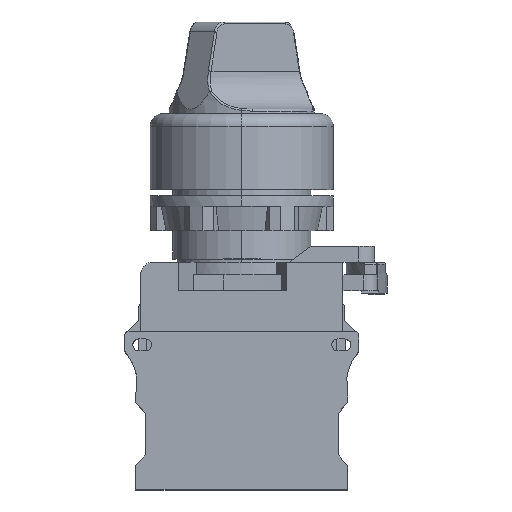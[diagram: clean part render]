
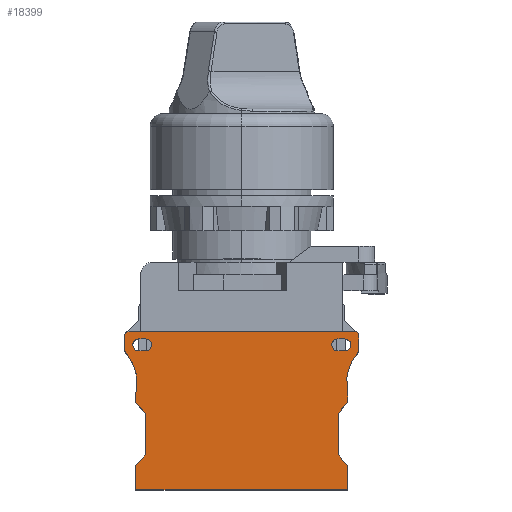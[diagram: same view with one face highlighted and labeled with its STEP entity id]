
A CAD part, top view. The second image highlights one B-rep face of the part: STEP entity #18399.
In plain terms, the highlighted face is planar.
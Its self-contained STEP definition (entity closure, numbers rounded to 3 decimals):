
#15024=CARTESIAN_POINT('',(16.3,22.9,-5.));
#15025=DIRECTION('',(0.,0.,-1.));
#15026=DIRECTION('',(0.,1.,0.));
#15027=AXIS2_PLACEMENT_3D('',#15024,#15025,#15026);
#15029=DIRECTION('',(-1.,0.,0.));
#15030=VECTOR('',#15029,1.1);
#15031=CARTESIAN_POINT('',(16.3,21.95,-5.));
#15032=LINE('',#15031,#15030);
#15033=CARTESIAN_POINT('',(15.2,22.9,-5.));
#15034=DIRECTION('',(0.,0.,-1.));
#15035=DIRECTION('',(0.,-1.,0.));
#15036=AXIS2_PLACEMENT_3D('',#15033,#15034,#15035);
#15038=DIRECTION('',(1.,0.,0.));
#15039=VECTOR('',#15038,1.1);
#15040=CARTESIAN_POINT('',(15.2,23.85,-5.));
#15041=LINE('',#15040,#15039);
#15042=CARTESIAN_POINT('',(-18.,24.5,-5.));
#15043=DIRECTION('',(0.,0.,-1.));
#15044=DIRECTION('',(-1.,0.,0.));
#15045=AXIS2_PLACEMENT_3D('',#15042,#15043,#15044);
#15047=DIRECTION('',(0.,1.,0.));
#15048=VECTOR('',#15047,2.51);
#15049=CARTESIAN_POINT('',(-18.5,21.99,-5.));
#15050=LINE('',#15049,#15048);
#15051=CARTESIAN_POINT('',(-18.,21.99,-5.));
#15052=DIRECTION('',(0.,0.,-1.));
#15053=DIRECTION('',(-0.755,-0.655,0.));
#15054=AXIS2_PLACEMENT_3D('',#15051,#15052,#15053);
#15056=CARTESIAN_POINT('',(-24.043,16.748,-5.));
#15057=DIRECTION('',(0.,0.,1.));
#15058=DIRECTION('',(0.99,0.139,0.));
#15059=AXIS2_PLACEMENT_3D('',#15056,#15057,#15058);
#15061=DIRECTION('',(0.048,0.999,0.));
#15062=VECTOR('',#15061,2.795);
#15063=CARTESIAN_POINT('',(-16.75,15.,-5.));
#15064=LINE('',#15063,#15062);
#15065=DIRECTION('',(0.,-1.,0.));
#15066=VECTOR('',#15065,1.2);
#15067=CARTESIAN_POINT('',(-16.75,15.,-5.));
#15068=LINE('',#15067,#15066);
#15069=DIRECTION('',(0.662,-0.75,0.));
#15070=VECTOR('',#15069,2.267);
#15071=CARTESIAN_POINT('',(-16.75,13.8,-5.));
#15072=LINE('',#15071,#15070);
#15073=DIRECTION('',(0.,-1.,0.));
#15074=VECTOR('',#15073,6.6);
#15075=CARTESIAN_POINT('',(-15.25,12.1,-5.));
#15076=LINE('',#15075,#15074);
#15077=DIRECTION('',(-0.662,-0.75,0.));
#15078=VECTOR('',#15077,2.267);
#15079=CARTESIAN_POINT('',(-15.25,5.5,-5.));
#15080=LINE('',#15079,#15078);
#15081=DIRECTION('',(0.,-1.,0.));
#15082=VECTOR('',#15081,3.8);
#15083=CARTESIAN_POINT('',(-16.75,3.8,-5.));
#15084=LINE('',#15083,#15082);
#15085=DIRECTION('',(1.,0.,0.));
#15086=VECTOR('',#15085,33.5);
#15087=CARTESIAN_POINT('',(-16.75,0.,-5.));
#15088=LINE('',#15087,#15086);
#15089=DIRECTION('',(0.,1.,0.));
#15090=VECTOR('',#15089,3.8);
#15091=CARTESIAN_POINT('',(16.75,0.,-5.));
#15092=LINE('',#15091,#15090);
#15093=DIRECTION('',(-0.662,0.75,0.));
#15094=VECTOR('',#15093,2.267);
#15095=CARTESIAN_POINT('',(16.75,3.8,-5.));
#15096=LINE('',#15095,#15094);
#15097=DIRECTION('',(0.,1.,0.));
#15098=VECTOR('',#15097,6.6);
#15099=CARTESIAN_POINT('',(15.25,5.5,-5.));
#15100=LINE('',#15099,#15098);
#15101=DIRECTION('',(0.662,0.75,0.));
#15102=VECTOR('',#15101,2.267);
#15103=CARTESIAN_POINT('',(15.25,12.1,-5.));
#15104=LINE('',#15103,#15102);
#15105=DIRECTION('',(0.,1.,0.));
#15106=VECTOR('',#15105,1.2);
#15107=CARTESIAN_POINT('',(16.75,13.8,-5.));
#15108=LINE('',#15107,#15106);
#15109=DIRECTION('',(-0.048,0.999,0.));
#15110=VECTOR('',#15109,2.795);
#15111=CARTESIAN_POINT('',(16.75,15.,-5.));
#15112=LINE('',#15111,#15110);
#15113=CARTESIAN_POINT('',(24.043,16.748,-5.));
#15114=DIRECTION('',(0.,0.,-1.));
#15115=DIRECTION('',(-0.99,0.139,0.));
#15116=AXIS2_PLACEMENT_3D('',#15113,#15114,#15115);
#15118=CARTESIAN_POINT('',(18.,21.99,-5.));
#15119=DIRECTION('',(0.,0.,1.));
#15120=DIRECTION('',(0.755,-0.655,0.));
#15121=AXIS2_PLACEMENT_3D('',#15118,#15119,#15120);
#15123=DIRECTION('',(0.,1.,0.));
#15124=VECTOR('',#15123,2.51);
#15125=CARTESIAN_POINT('',(18.5,21.99,-5.));
#15126=LINE('',#15125,#15124);
#15127=CARTESIAN_POINT('',(18.,24.5,-5.));
#15128=DIRECTION('',(0.,0.,1.));
#15129=DIRECTION('',(1.,0.,0.));
#15130=AXIS2_PLACEMENT_3D('',#15127,#15128,#15129);
#15132=CARTESIAN_POINT('',(-16.3,22.9,-5.));
#15133=DIRECTION('',(0.,0.,1.));
#15134=DIRECTION('',(0.,1.,0.));
#15135=AXIS2_PLACEMENT_3D('',#15132,#15133,#15134);
#15137=DIRECTION('',(-1.,0.,0.));
#15138=VECTOR('',#15137,1.1);
#15139=CARTESIAN_POINT('',(-15.2,23.85,-5.));
#15140=LINE('',#15139,#15138);
#15141=CARTESIAN_POINT('',(-15.2,22.9,-5.));
#15142=DIRECTION('',(0.,0.,1.));
#15143=DIRECTION('',(0.,-1.,0.));
#15144=AXIS2_PLACEMENT_3D('',#15141,#15142,#15143);
#15146=DIRECTION('',(1.,0.,0.));
#15147=VECTOR('',#15146,1.1);
#15148=CARTESIAN_POINT('',(-16.3,21.95,-5.));
#15149=LINE('',#15148,#15147);
#15387=DIRECTION('',(1.,0.,0.));
#15388=VECTOR('',#15387,36.);
#15389=CARTESIAN_POINT('',(-18.,25.,-5.));
#15390=LINE('',#15389,#15388);
#17583=CARTESIAN_POINT('',(-16.75,13.8,-5.));
#17584=CARTESIAN_POINT('',(-15.25,12.1,-5.));
#17585=VERTEX_POINT('',#17583);
#17586=VERTEX_POINT('',#17584);
#17587=CARTESIAN_POINT('',(-15.25,5.5,-5.));
#17588=VERTEX_POINT('',#17587);
#17589=CARTESIAN_POINT('',(-16.75,3.8,-5.));
#17590=VERTEX_POINT('',#17589);
#17591=CARTESIAN_POINT('',(-16.75,0.,-5.));
#17592=VERTEX_POINT('',#17591);
#17593=CARTESIAN_POINT('',(16.75,0.,-5.));
#17594=VERTEX_POINT('',#17593);
#17595=CARTESIAN_POINT('',(16.75,3.8,-5.));
#17596=VERTEX_POINT('',#17595);
#17597=CARTESIAN_POINT('',(15.25,5.5,-5.));
#17598=VERTEX_POINT('',#17597);
#17599=CARTESIAN_POINT('',(15.25,12.1,-5.));
#17600=VERTEX_POINT('',#17599);
#17601=CARTESIAN_POINT('',(16.75,13.8,-5.));
#17602=VERTEX_POINT('',#17601);
#17719=CARTESIAN_POINT('',(16.616,17.792,-5.));
#17720=CARTESIAN_POINT('',(18.378,21.662,-5.));
#17721=VERTEX_POINT('',#17719);
#17722=VERTEX_POINT('',#17720);
#17723=CARTESIAN_POINT('',(18.5,21.99,-5.));
#17724=VERTEX_POINT('',#17723);
#17725=CARTESIAN_POINT('',(18.5,24.5,-5.));
#17726=VERTEX_POINT('',#17725);
#17735=CARTESIAN_POINT('',(16.75,15.,-5.));
#17737=VERTEX_POINT('',#17735);
#17745=CARTESIAN_POINT('',(18.,25.,-5.));
#17746=VERTEX_POINT('',#17745);
#17747=CARTESIAN_POINT('',(16.3,23.85,-5.));
#17748=CARTESIAN_POINT('',(16.3,21.95,-5.));
#17749=VERTEX_POINT('',#17747);
#17750=VERTEX_POINT('',#17748);
#17751=CARTESIAN_POINT('',(15.2,21.95,-5.));
#17752=VERTEX_POINT('',#17751);
#17753=CARTESIAN_POINT('',(15.2,23.85,-5.));
#17754=VERTEX_POINT('',#17753);
#18031=CARTESIAN_POINT('',(-16.616,17.792,-5.));
#18032=CARTESIAN_POINT('',(-18.378,21.662,-5.));
#18033=VERTEX_POINT('',#18031);
#18034=VERTEX_POINT('',#18032);
#18035=CARTESIAN_POINT('',(-18.5,21.99,-5.));
#18036=VERTEX_POINT('',#18035);
#18037=CARTESIAN_POINT('',(-18.5,24.5,-5.));
#18038=VERTEX_POINT('',#18037);
#18051=CARTESIAN_POINT('',(-16.75,15.,-5.));
#18052=VERTEX_POINT('',#18051);
#18055=CARTESIAN_POINT('',(-18.,25.,-5.));
#18056=VERTEX_POINT('',#18055);
#18061=CARTESIAN_POINT('',(-16.3,23.85,-5.));
#18063=VERTEX_POINT('',#18061);
#18065=CARTESIAN_POINT('',(-16.3,21.95,-5.));
#18067=VERTEX_POINT('',#18065);
#18069=CARTESIAN_POINT('',(-15.2,21.95,-5.));
#18071=VERTEX_POINT('',#18069);
#18073=CARTESIAN_POINT('',(-15.2,23.85,-5.));
#18075=VERTEX_POINT('',#18073);
#18328=CARTESIAN_POINT('',(0.,0.,-5.));
#18329=DIRECTION('',(0.,0.,1.));
#18330=DIRECTION('',(1.,0.,0.));
#18331=AXIS2_PLACEMENT_3D('',#18328,#18329,#18330);
#18332=PLANE('',#18331);
#18334=ORIENTED_EDGE('',*,*,#18333,.F.);
#18336=ORIENTED_EDGE('',*,*,#18335,.F.);
#18338=ORIENTED_EDGE('',*,*,#18337,.F.);
#18340=ORIENTED_EDGE('',*,*,#18339,.F.);
#18342=ORIENTED_EDGE('',*,*,#18341,.F.);
#18344=ORIENTED_EDGE('',*,*,#18343,.F.);
#18346=ORIENTED_EDGE('',*,*,#18345,.T.);
#18348=ORIENTED_EDGE('',*,*,#18347,.T.);
#18350=ORIENTED_EDGE('',*,*,#18349,.T.);
#18352=ORIENTED_EDGE('',*,*,#18351,.T.);
#18354=ORIENTED_EDGE('',*,*,#18353,.T.);
#18356=ORIENTED_EDGE('',*,*,#18355,.T.);
#18358=ORIENTED_EDGE('',*,*,#18357,.T.);
#18360=ORIENTED_EDGE('',*,*,#18359,.T.);
#18362=ORIENTED_EDGE('',*,*,#18361,.T.);
#18364=ORIENTED_EDGE('',*,*,#18363,.T.);
#18366=ORIENTED_EDGE('',*,*,#18365,.T.);
#18368=ORIENTED_EDGE('',*,*,#18367,.T.);
#18370=ORIENTED_EDGE('',*,*,#18369,.T.);
#18372=ORIENTED_EDGE('',*,*,#18371,.T.);
#18374=ORIENTED_EDGE('',*,*,#18373,.T.);
#18376=ORIENTED_EDGE('',*,*,#18375,.T.);
#18377=EDGE_LOOP('',(#18334,#18336,#18338,#18340,#18342,#18344,#18346,#18348,
#18350,#18352,#18354,#18356,#18358,#18360,#18362,#18364,#18366,#18368,#18370,
#18372,#18374,#18376));
#18378=FACE_OUTER_BOUND('',#18377,.F.);
#18380=ORIENTED_EDGE('',*,*,#18379,.T.);
#18382=ORIENTED_EDGE('',*,*,#18381,.T.);
#18384=ORIENTED_EDGE('',*,*,#18383,.T.);
#18386=ORIENTED_EDGE('',*,*,#18385,.T.);
#18387=EDGE_LOOP('',(#18380,#18382,#18384,#18386));
#18388=FACE_BOUND('',#18387,.F.);
#18390=ORIENTED_EDGE('',*,*,#18389,.F.);
#18392=ORIENTED_EDGE('',*,*,#18391,.F.);
#18394=ORIENTED_EDGE('',*,*,#18393,.F.);
#18396=ORIENTED_EDGE('',*,*,#18395,.F.);
#18397=EDGE_LOOP('',(#18390,#18392,#18394,#18396));
#18398=FACE_BOUND('',#18397,.F.);
#15028=CIRCLE('',#15027,0.95);
#15037=CIRCLE('',#15036,0.95);
#15046=CIRCLE('',#15045,0.5);
#15055=CIRCLE('',#15054,0.5);
#15060=CIRCLE('',#15059,7.5);
#15117=CIRCLE('',#15116,7.5);
#15122=CIRCLE('',#15121,0.5);
#15131=CIRCLE('',#15130,0.5);
#15136=CIRCLE('',#15135,0.95);
#15145=CIRCLE('',#15144,0.95);
#18333=EDGE_CURVE('',#18056,#17746,#15390,.T.);
#18335=EDGE_CURVE('',#18038,#18056,#15046,.T.);
#18337=EDGE_CURVE('',#18036,#18038,#15050,.T.);
#18339=EDGE_CURVE('',#18034,#18036,#15055,.T.);
#18341=EDGE_CURVE('',#18033,#18034,#15060,.T.);
#18343=EDGE_CURVE('',#18052,#18033,#15064,.T.);
#18345=EDGE_CURVE('',#18052,#17585,#15068,.T.);
#18347=EDGE_CURVE('',#17585,#17586,#15072,.T.);
#18349=EDGE_CURVE('',#17586,#17588,#15076,.T.);
#18351=EDGE_CURVE('',#17588,#17590,#15080,.T.);
#18353=EDGE_CURVE('',#17590,#17592,#15084,.T.);
#18355=EDGE_CURVE('',#17592,#17594,#15088,.T.);
#18357=EDGE_CURVE('',#17594,#17596,#15092,.T.);
#18359=EDGE_CURVE('',#17596,#17598,#15096,.T.);
#18361=EDGE_CURVE('',#17598,#17600,#15100,.T.);
#18363=EDGE_CURVE('',#17600,#17602,#15104,.T.);
#18365=EDGE_CURVE('',#17602,#17737,#15108,.T.);
#18367=EDGE_CURVE('',#17737,#17721,#15112,.T.);
#18369=EDGE_CURVE('',#17721,#17722,#15117,.T.);
#18371=EDGE_CURVE('',#17722,#17724,#15122,.T.);
#18373=EDGE_CURVE('',#17724,#17726,#15126,.T.);
#18375=EDGE_CURVE('',#17726,#17746,#15131,.T.);
#18379=EDGE_CURVE('',#17749,#17750,#15028,.T.);
#18381=EDGE_CURVE('',#17750,#17752,#15032,.T.);
#18383=EDGE_CURVE('',#17752,#17754,#15037,.T.);
#18385=EDGE_CURVE('',#17754,#17749,#15041,.T.);
#18389=EDGE_CURVE('',#18063,#18067,#15136,.T.);
#18391=EDGE_CURVE('',#18075,#18063,#15140,.T.);
#18393=EDGE_CURVE('',#18071,#18075,#15145,.T.);
#18395=EDGE_CURVE('',#18067,#18071,#15149,.T.);
#18399=ADVANCED_FACE('',(#18378,#18388,#18398),#18332,.F.);
